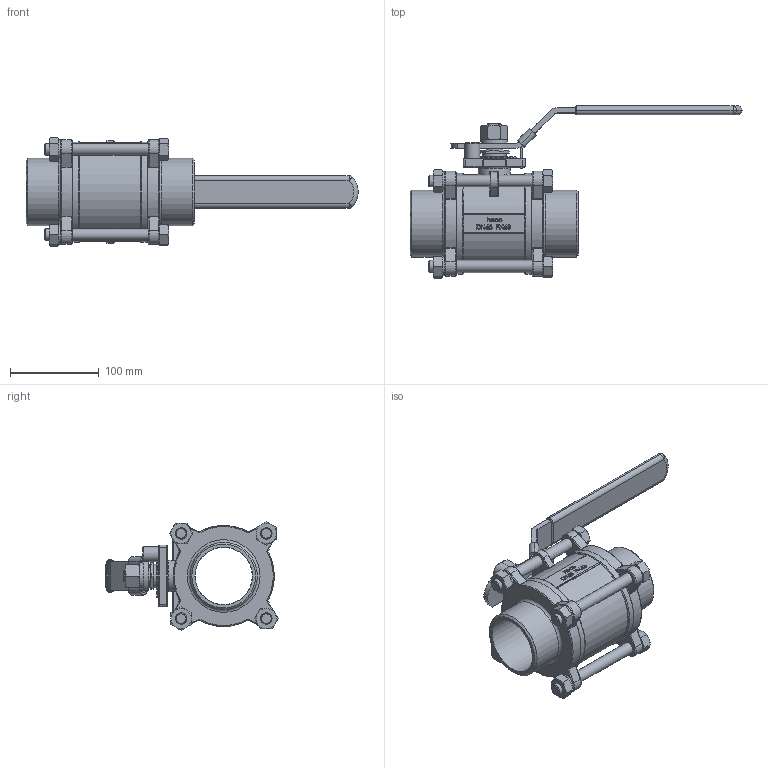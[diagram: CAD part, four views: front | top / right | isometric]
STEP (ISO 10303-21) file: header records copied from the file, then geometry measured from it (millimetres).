
FILE_DESCRIPTION (( 'STEP AP214' ), '1' );
FILE_NAME ('K3-212-000-4 Kugelhahn heco step214.STEP', '2012-12-13T13:24:06', ( 'test' ), ( '' ), 'SwSTEP 2.0', 'SolidWorks 2011', '' );
FILE_SCHEMA (( 'AUTOMOTIVE_DESIGN' ));
Length unit declared in the file: millimetre
Products named in the file (1): K3-212-000-4 Kugelhahn heco step214
Bounding box: 374.92 x 194.36 x 122.72 mm (x, y, z)
Volume: 1157561.3 mm3; surface area: 201586.6 mm2
Topology: 1 solids, 1 shells, 1032 faces, 2530 edges, 1556 vertices
Faces by surface type: plane 384, bspline 249, cylinder 196, cone 104, torus 87, sphere 12
Full cylindrical faces by diameter (mm): 6 x4, 10.036 x1, 13 x8, 14 x10, 14.3 x4, 17 x1, 19 x1, 21.5 x4, 27 x1, 30 x1, 36 x1, 49.5 x1, 64.49 x1, 64.5 x2, 76 x2, 114 x2
Entity records: 55025 total; most frequent: CARTESIAN_POINT 21557, ORIENTED_EDGE 4846, DIRECTION 3919, EDGE_CURVE 2423, VERTEX_POINT 1536, AXIS2_PLACEMENT_3D 1415, EDGE_LOOP 1201, LINE 1089
